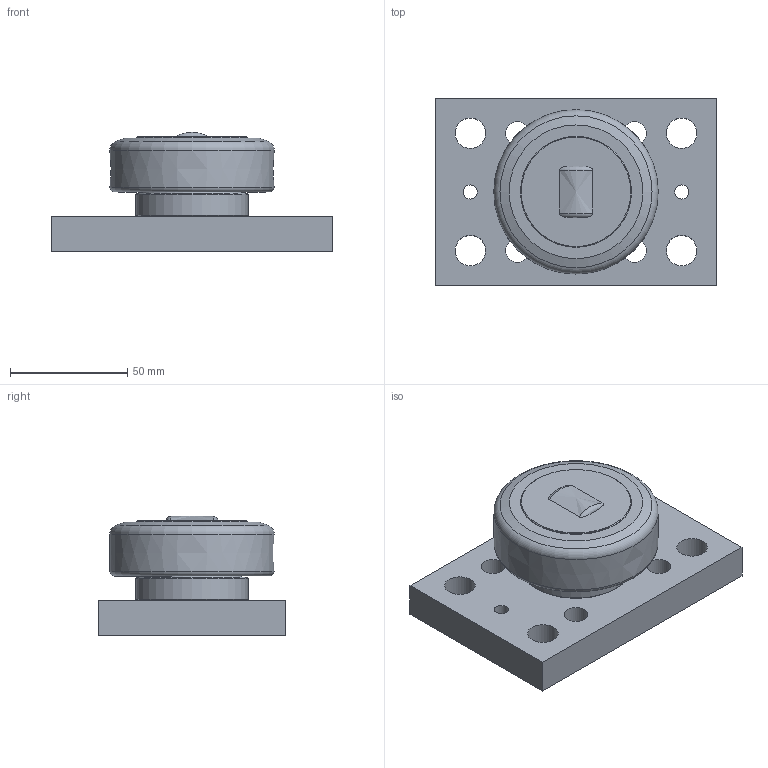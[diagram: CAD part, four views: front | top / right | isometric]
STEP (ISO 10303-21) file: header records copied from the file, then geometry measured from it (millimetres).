
FILE_DESCRIPTION(/* description */ (''),/* implementation_level */ '2;1');
FILE_NAME(/* name */ 'ALFATEC_TR 070.0200 BR1100.stp',/* time_stamp */ '2016-07-29T09:47:36+02:00',/* author */ ('hipp'),/* organization */ (''),/* preprocessor_version */ 'ST-DEVELOPER v15.6',/* originating_system */ 'Autodesk Inventor 2015',/* authorisation */ '');
FILE_SCHEMA (('AUTOMOTIVE_DESIGN { 1 0 10303 214 3 1 1 }'));
Length unit declared in the file: millimetre
Products named in the file (3): BR 070.1100; TR 070.0200_Konturvereinfachung_1; Baugruppe1
Assembly tree (2 placements, depth 2):
  Baugruppe1
    BR 070.1100
    TR 070.0200_Konturvereinfachung_1
Bounding box: 120 x 80 x 51 mm (x, y, z)
Volume: 228392.4 mm3; surface area: 43072 mm2
Topology: 2 solids, 3 shells, 44 faces, 97 edges, 65 vertices
Faces by surface type: cylinder 16, plane 14, cone 6, torus 6, bspline 2
Full cylindrical faces by diameter (mm): 2.5 x1, 6 x2, 10.106 x4, 13 x4, 35 x2, 47.3 x1, 48 x1
Entity records: 1293 total; most frequent: CARTESIAN_POINT 298, DIRECTION 200, ORIENTED_EDGE 130, EDGE_LOOP 97, AXIS2_PLACEMENT_3D 94, EDGE_CURVE 65, VERTEX_POINT 58, FACE_BOUND 53
